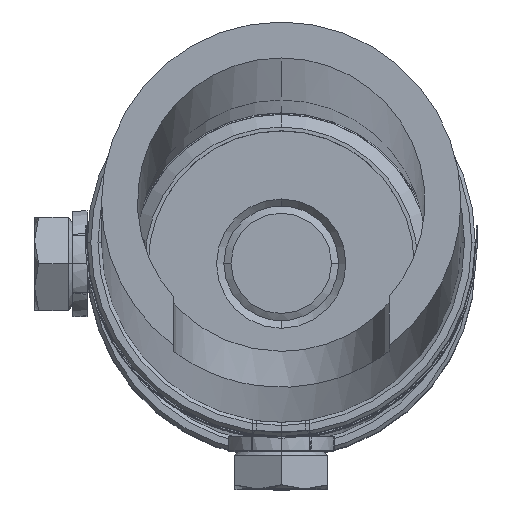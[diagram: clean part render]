
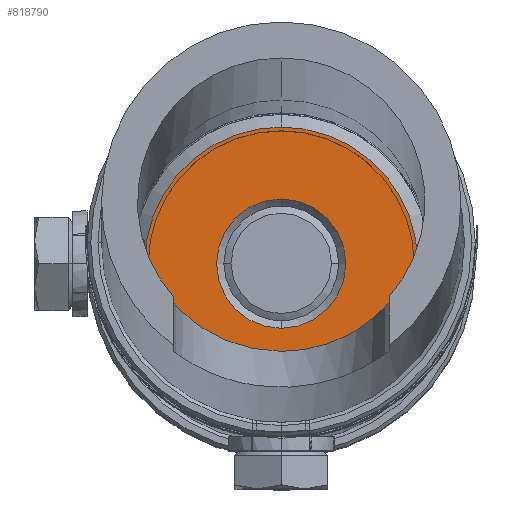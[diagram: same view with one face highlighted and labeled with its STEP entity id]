
A CAD part, top view. The second image highlights one B-rep face of the part: STEP entity #818790.
In plain terms, the highlighted planar face has unit normal (0, 0, 1).
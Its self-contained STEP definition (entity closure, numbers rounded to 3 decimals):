
#814480=CARTESIAN_POINT('',(0.,9.,55.))
;
#814490=VERTEX_POINT('',#814480);
#814650=CARTESIAN_POINT('',(0.,-9.,55.));
#814660=VERTEX_POINT('',#814650);
#814690=CARTESIAN_POINT('',(0.,0.,55.));
#814700=DIRECTION('',(-0.,0.,-1.));
#814710=DIRECTION('',(0.,1.,0.));
#814720=AXIS2_PLACEMENT_3D('',#814690,#814700,#814710);
#814730=CIRCLE('',#814720,9.);
#814740=EDGE_CURVE('',#814660,#814490,#814730,.T.);
#816530=CARTESIAN_POINT('',(0.,19.,55.));
#816540=VERTEX_POINT('',#816530);
#816720=CARTESIAN_POINT('',(0.,-19.,55.));
#816730=VERTEX_POINT('',#816720);
#816760=CARTESIAN_POINT('',(0.,0.,55.));
#816770=DIRECTION('',(0.,0.,1.));
#816780=DIRECTION('',(0.,1.,0.));
#816790=AXIS2_PLACEMENT_3D('',#816760,#816770,#816780);
#816800=CIRCLE('',#816790,19.);
#816810=EDGE_CURVE('',#816730,#816540,#816800,.T.);
#818640=CARTESIAN_POINT('',(0.,10.5,55.));
#818650=DIRECTION('',(0.,0.,-1.));
#818660=DIRECTION('',(0.,1.,0.));
#818670=AXIS2_PLACEMENT_3D('',#818640,#818650,#818660);
#818680=PLANE('',#818670);
#818690=EDGE_CURVE('',#816540,#816730,#816800,.T.);
#818700=ORIENTED_EDGE('',*,*,#818690,.T.);
#818710=ORIENTED_EDGE('',*,*,#816810,.T.);
#818720=EDGE_LOOP('',(#818710,#818700));
#818730=FACE_OUTER_BOUND('',#818720,.T.);
#818740=EDGE_CURVE('',#814490,#814660,#814730,.T.);
#818750=ORIENTED_EDGE('',*,*,#818740,.T.);
#818760=ORIENTED_EDGE('',*,*,#814740,.T.);
#818770=EDGE_LOOP('',(#818760,#818750));
#818780=FACE_BOUND('',#818770,.T.);
#818790=ADVANCED_FACE('',(#818730,#818780),#818680,.F.);
